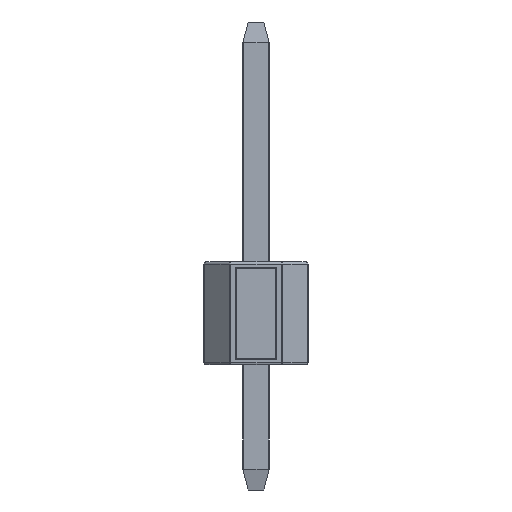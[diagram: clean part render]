
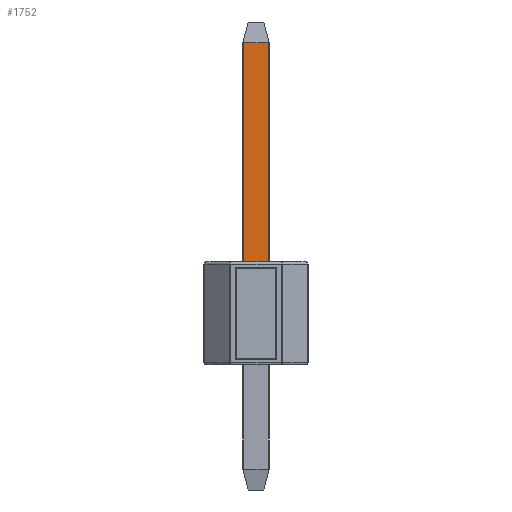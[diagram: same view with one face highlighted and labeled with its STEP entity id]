
A CAD part, left-side view. The second image highlights one B-rep face of the part: STEP entity #1752.
In plain terms, the highlighted planar face has unit normal (-1, 0, 0).
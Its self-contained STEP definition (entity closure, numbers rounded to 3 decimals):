
#403=FACE_OUTER_BOUND('',#497,.T.);
#497=EDGE_LOOP('',(#1442,#1443,#1444,#1445));
#606=LINE('',#2892,#746);
#629=LINE('',#2940,#769);
#630=LINE('',#2942,#770);
#631=LINE('',#2943,#771);
#746=VECTOR('',#2360,10.);
#769=VECTOR('',#2411,10.);
#770=VECTOR('',#2412,10.);
#771=VECTOR('',#2413,10.);
#810=VERTEX_POINT('',#2633);
#813=VERTEX_POINT('',#2640);
#892=VERTEX_POINT('',#2939);
#893=VERTEX_POINT('',#2941);
#1062=EDGE_CURVE('',#813,#810,#606,.T.);
#1085=EDGE_CURVE('',#892,#810,#629,.T.);
#1086=EDGE_CURVE('',#893,#892,#630,.T.);
#1087=EDGE_CURVE('',#813,#893,#631,.T.);
#1442=ORIENTED_EDGE('',*,*,#1062,.T.);
#1443=ORIENTED_EDGE('',*,*,#1085,.F.);
#1444=ORIENTED_EDGE('',*,*,#1086,.F.);
#1445=ORIENTED_EDGE('',*,*,#1087,.F.);
#1575=PLANE('',#1952);
#1752=ADVANCED_FACE('',(#403),#1575,.T.);
#1952=AXIS2_PLACEMENT_3D('',#2938,#2409,#2410);
#2360=DIRECTION('',(0.,-1.,0.));
#2409=DIRECTION('center_axis',(-1.,0.,0.));
#2410=DIRECTION('ref_axis',(0.,0.,1.));
#2411=DIRECTION('',(0.,0.,-1.));
#2412=DIRECTION('',(0.,-1.,0.));
#2413=DIRECTION('',(0.,0.,1.));
#2633=CARTESIAN_POINT('',(-0.32,-0.297,2.5));
#2640=CARTESIAN_POINT('',(-0.32,0.292,2.5));
#2892=CARTESIAN_POINT('',(-0.32,-0.003,2.5));
#2938=CARTESIAN_POINT('Origin',(-0.32,-0.003,2.645));
#2939=CARTESIAN_POINT('',(-0.32,-0.297,7.832));
#2940=CARTESIAN_POINT('',(-0.32,-0.297,5.493));
#2941=CARTESIAN_POINT('',(-0.32,0.292,7.832));
#2942=CARTESIAN_POINT('',(-0.32,0.158,7.832));
#2943=CARTESIAN_POINT('',(-0.32,0.292,-0.202));
